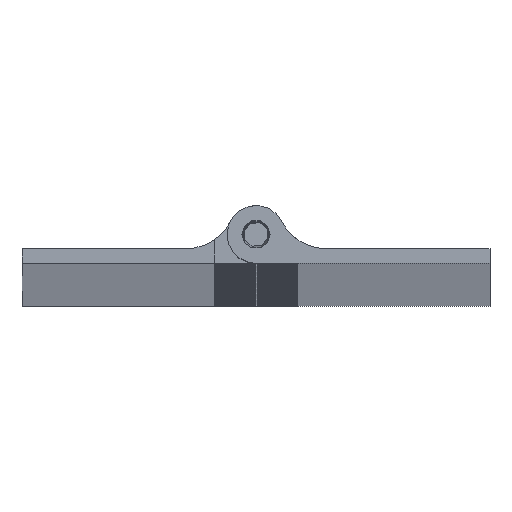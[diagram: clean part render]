
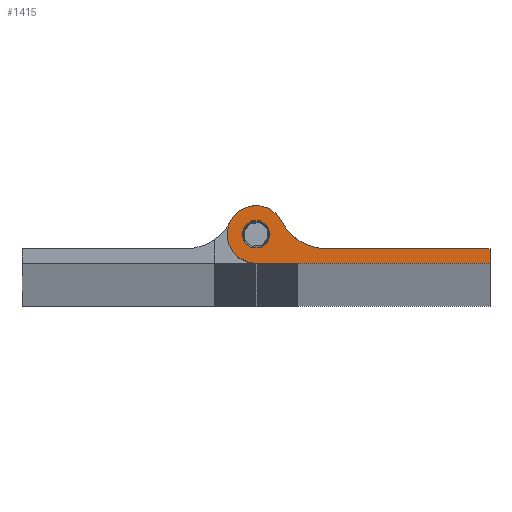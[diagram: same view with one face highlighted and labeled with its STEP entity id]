
A CAD part, top view. The second image highlights one B-rep face of the part: STEP entity #1415.
In plain terms, the highlighted planar face has unit normal (0, 0, 1).
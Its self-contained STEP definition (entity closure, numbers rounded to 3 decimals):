
#1346 = EDGE_CURVE ( 'NONE', #1347, #10913, #15619, .T. ) ;
#1347 = VERTEX_POINT ( 'NONE', #15614 ) ;
#1397 = ORIENTED_EDGE ( 'NONE', *, *, #1398, .T. ) ;
#1398 = EDGE_CURVE ( 'NONE', #1424, #1399, #15722, .T. ) ;
#1399 = VERTEX_POINT ( 'NONE', #15718 ) ;
#1400 = ORIENTED_EDGE ( 'NONE', *, *, #1401, .T. ) ;
#1401 = EDGE_CURVE ( 'NONE', #1399, #1419, #15717, .T. ) ;
#1402 = EDGE_LOOP ( 'NONE', ( #1403, #1404 ) ) ;
#1403 = ORIENTED_EDGE ( 'NONE', *, *, #10879, .F. ) ;
#1404 = ORIENTED_EDGE ( 'NONE', *, *, #1411, .F. ) ;
#1411 = EDGE_CURVE ( 'NONE', #10883, #10881, #15700, .T. ) ;
#1415 = ADVANCED_FACE ( 'NONE', ( #15752, #15751 ), #15750, .F. ) ;
#1416 = EDGE_LOOP ( 'NONE', ( #1417, #1420, #1421, #1422, #1397, #1400 ) ) ;
#1417 = ORIENTED_EDGE ( 'NONE', *, *, #1418, .T. ) ;
#1418 = EDGE_CURVE ( 'NONE', #1419, #1347, #15745, .T. ) ;
#1419 = VERTEX_POINT ( 'NONE', #15740 ) ;
#1420 = ORIENTED_EDGE ( 'NONE', *, *, #1346, .T. ) ;
#1421 = ORIENTED_EDGE ( 'NONE', *, *, #10911, .T. ) ;
#1422 = ORIENTED_EDGE ( 'NONE', *, *, #1423, .T. ) ;
#1423 = EDGE_CURVE ( 'NONE', #10914, #1424, #15739, .T. ) ;
#1424 = VERTEX_POINT ( 'NONE', #15735 ) ;
#10879 = EDGE_CURVE ( 'NONE', #10881, #10883, #30689, .T. ) ;
#10881 = VERTEX_POINT ( 'NONE', #30680 ) ;
#10883 = VERTEX_POINT ( 'NONE', #30745 ) ;
#10911 = EDGE_CURVE ( 'NONE', #10913, #10914, #30768, .T. ) ;
#10913 = VERTEX_POINT ( 'NONE', #30764 ) ;
#10914 = VERTEX_POINT ( 'NONE', #30763 ) ;
#15614 = CARTESIAN_POINT ( 'NONE',  ( 2.1, 1.055, 1000. ) ) ;
#15615 = DIRECTION ( 'NONE',  ( 1., 0., 0. ) ) ;
#15616 = DIRECTION ( 'NONE',  ( 0., 0., 1. ) ) ;
#15617 = CARTESIAN_POINT ( 'NONE',  ( 0., 0., 1000. ) ) ;
#15618 = AXIS2_PLACEMENT_3D ( 'NONE', #15617, #15616, #15615 ) ;
#15619 = CIRCLE ( 'NONE', #15618, 2.35 ) ;
#15696 = DIRECTION ( 'NONE',  ( 1., 0., 0. ) ) ;
#15697 = DIRECTION ( 'NONE',  ( 0., 0., 1. ) ) ;
#15698 = CARTESIAN_POINT ( 'NONE',  ( 0., 0., 1000. ) ) ;
#15699 = AXIS2_PLACEMENT_3D ( 'NONE', #15698, #15697, #15696 ) ;
#15700 = CIRCLE ( 'NONE', #15699, 1.15 ) ;
#15714 = DIRECTION ( 'NONE',  ( -1., 0., 0. ) ) ;
#15715 = VECTOR ( 'NONE', #15714, 1000. ) ;
#15716 = CARTESIAN_POINT ( 'NONE',  ( 19., -1.15, 1000. ) ) ;
#15717 = LINE ( 'NONE', #15716, #15715 ) ;
#15718 = CARTESIAN_POINT ( 'NONE',  ( 19., -1.15, 1000. ) ) ;
#15719 = DIRECTION ( 'NONE',  ( 0., 1., 0. ) ) ;
#15720 = VECTOR ( 'NONE', #15719, 1000. ) ;
#15721 = CARTESIAN_POINT ( 'NONE',  ( 19., -2.35, 1000. ) ) ;
#15722 = LINE ( 'NONE', #15721, #15720 ) ;
#15735 = CARTESIAN_POINT ( 'NONE',  ( 19., -2.35, 1000. ) ) ;
#15736 = DIRECTION ( 'NONE',  ( 1., 0., 0. ) ) ;
#15737 = VECTOR ( 'NONE', #15736, 1000. ) ;
#15738 = CARTESIAN_POINT ( 'NONE',  ( 0., -2.35, 1000. ) ) ;
#15739 = LINE ( 'NONE', #15738, #15737 ) ;
#15740 = CARTESIAN_POINT ( 'NONE',  ( 5.675, -1.15, 1000. ) ) ;
#15741 = DIRECTION ( 'NONE',  ( -1., 0., 0. ) ) ;
#15742 = DIRECTION ( 'NONE',  ( 0., 0., -1. ) ) ;
#15743 = CARTESIAN_POINT ( 'NONE',  ( 5.675, 2.85, 1000. ) ) ;
#15744 = AXIS2_PLACEMENT_3D ( 'NONE', #15743, #15742, #15741 ) ;
#15745 = CIRCLE ( 'NONE', #15744, 4. ) ;
#15746 = DIRECTION ( 'NONE',  ( -1., 0., 0. ) ) ;
#15747 = DIRECTION ( 'NONE',  ( 0., 0., -1. ) ) ;
#15748 = CARTESIAN_POINT ( 'NONE',  ( 5.675, 2.85, 1000. ) ) ;
#15749 = AXIS2_PLACEMENT_3D ( 'NONE', #15748, #15747, #15746 ) ;
#15750 = PLANE ( 'NONE',  #15749 ) ;
#15751 = FACE_BOUND ( 'NONE', #1402, .T. ) ;
#15752 = FACE_OUTER_BOUND ( 'NONE', #1416, .T. ) ;
#30680 = CARTESIAN_POINT ( 'NONE',  ( -1.15, 0., 1000. ) ) ;
#30681 = DIRECTION ( 'NONE',  ( 1., 0., 0. ) ) ;
#30682 = DIRECTION ( 'NONE',  ( 0., 0., 1. ) ) ;
#30683 = CARTESIAN_POINT ( 'NONE',  ( 0., 0., 1000. ) ) ;
#30684 = AXIS2_PLACEMENT_3D ( 'NONE', #30683, #30682, #30681 ) ;
#30689 = CIRCLE ( 'NONE', #30684, 1.15 ) ;
#30745 = CARTESIAN_POINT ( 'NONE',  ( 1.15, 0., 1000. ) ) ;
#30763 = CARTESIAN_POINT ( 'NONE',  ( 0., -2.35, 1000. ) ) ;
#30764 = CARTESIAN_POINT ( 'NONE',  ( -2.35, 0., 1000. ) ) ;
#30765 = DIRECTION ( 'NONE',  ( 1., 0., 0. ) ) ;
#30766 = DIRECTION ( 'NONE',  ( 0., 0., 1. ) ) ;
#30767 = AXIS2_PLACEMENT_3D ( 'NONE', #30773, #30766, #30765 ) ;
#30768 = CIRCLE ( 'NONE', #30767, 2.35 ) ;
#30773 = CARTESIAN_POINT ( 'NONE',  ( 0., 0., 1000. ) ) ;
